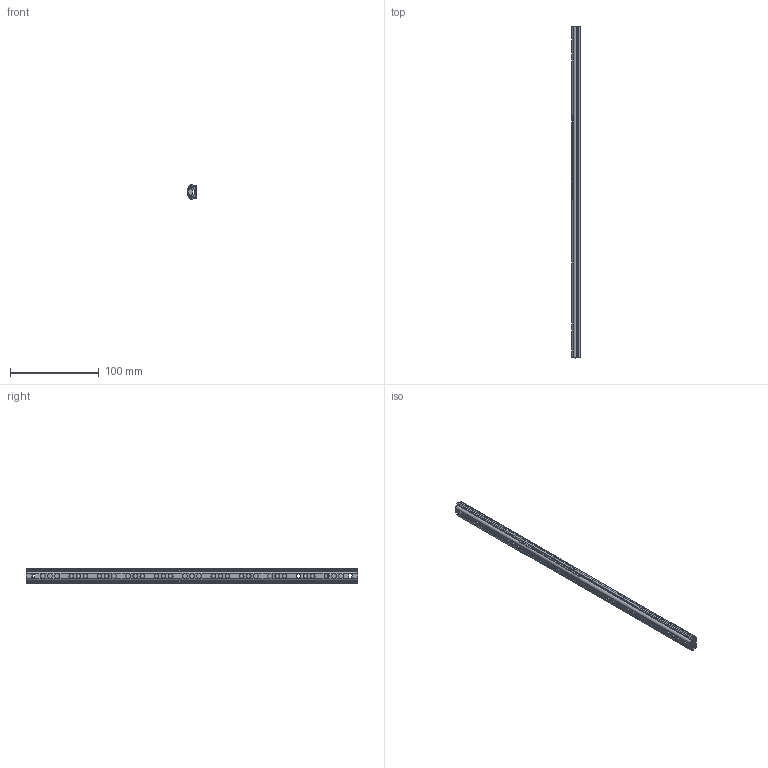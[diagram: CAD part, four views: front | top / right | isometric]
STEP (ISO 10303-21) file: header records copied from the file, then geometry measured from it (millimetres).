
FILE_DESCRIPTION((''),'2;1');
FILE_NAME('ASM0001_ASM','2017-01-07T',('Genhom Lau'),(''),'CREO PARAMETRIC BY PTC INC, 2014190','CREO PARAMETRIC BY PTC INC, 2014190','');
FILE_SCHEMA(('CONFIG_CONTROL_DESIGN'));
Length unit declared in the file: millimetre
Products named in the file (6): PRT0001; PRT0002; PRT0003; BALL; BALLCAGE_ASM; ASM0001_ASM
Assembly tree (16 placements, depth 3):
  ASM0001_ASM
    PRT0001
    PRT0002
    BALLCAGE_ASM
      PRT0003
      BALL  x12
Bounding box: 9.9 x 374 x 16.99 mm (x, y, z)
Volume: 18594.6 mm3; surface area: 41196.5 mm2
Topology: 3 solids, 15 shells, 328 faces, 1194 edges, 768 vertices
Faces by surface type: cylinder 150, plane 146, sphere 24, torus 8
Entity records: 13011 total; most frequent: CARTESIAN_POINT 2949, ORIENTED_EDGE 2248, DIRECTION 2084, EDGE_CURVE 1124, AXIS2_PLACEMENT_3D 791, VERTEX_POINT 746, VECTOR 502, LINE 502
